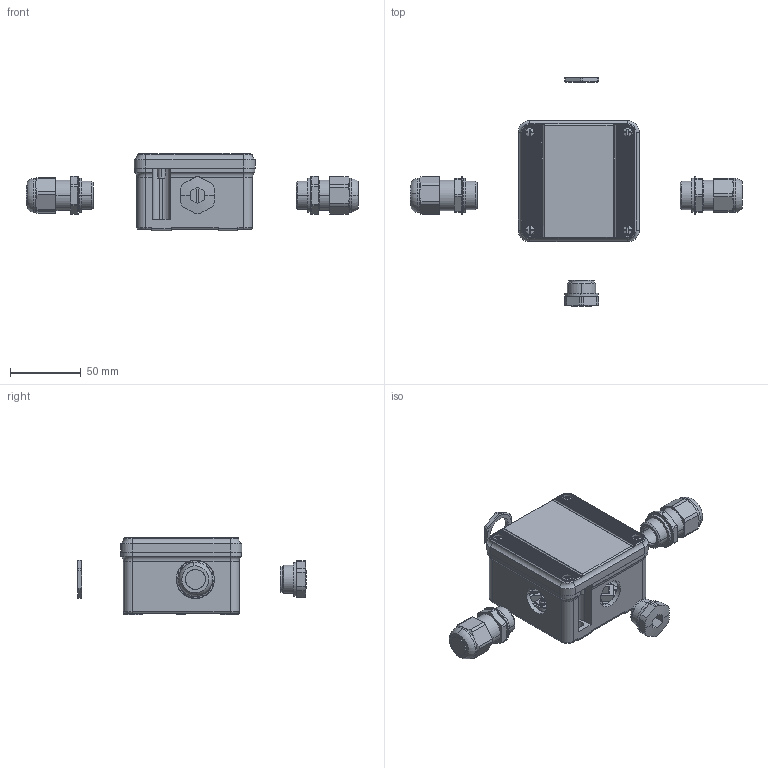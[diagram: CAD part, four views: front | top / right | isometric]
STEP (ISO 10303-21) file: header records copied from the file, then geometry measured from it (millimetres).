
FILE_DESCRIPTION (( 'STEP AP203' ), '1' );
FILE_NAME ('8118_112-145-0_133216.STEP', '2015-04-08T14:06:54', ( '' ), ( '' ), 'SwSTEP 2.0', 'SolidWorks 2015', '' );
FILE_SCHEMA (( 'CONFIG_CONTROL_DESIGN' ));
Products named in the file (1): 8118_112-145-0_133216
Bounding box: 234.16 x 161.2 x 54.7 mm (x, y, z)
Volume: 175444.9 mm3; surface area: 117427 mm2
Topology: 22 solids, 22 shells, 3530 faces, 9367 edges, 6052 vertices
Faces by surface type: plane 1725, cylinder 786, bspline 576, cone 304, torus 119, sphere 20
Entity records: 142262 total; most frequent: CARTESIAN_POINT 59195, ORIENTED_EDGE 18698, DIRECTION 15028, EDGE_CURVE 9349, VERTEX_POINT 6052, VECTOR 5550, LINE 5550, AXIS2_PLACEMENT_3D 4739
